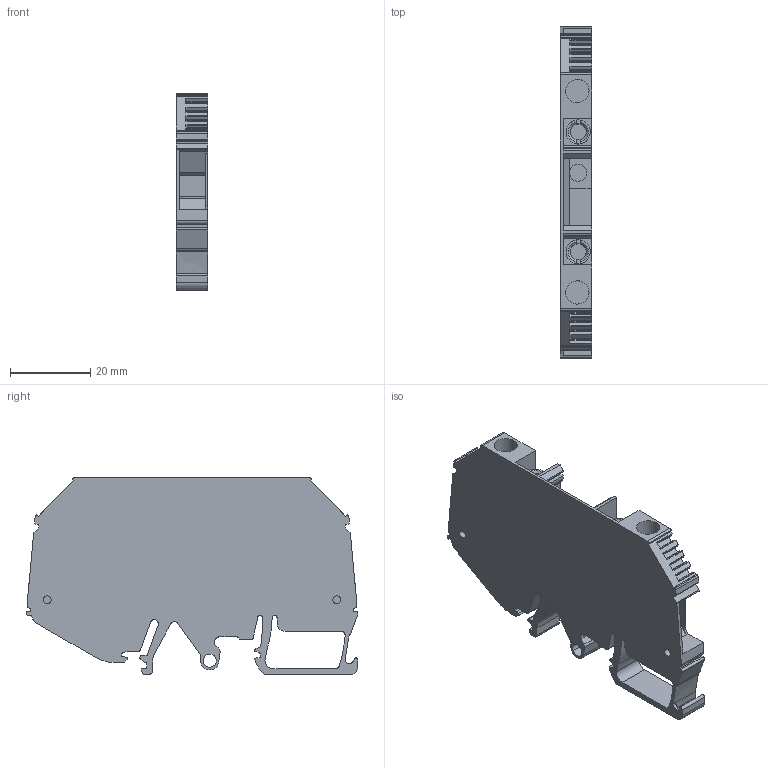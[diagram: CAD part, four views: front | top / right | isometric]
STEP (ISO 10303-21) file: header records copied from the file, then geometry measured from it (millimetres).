
FILE_DESCRIPTION(('CATIA V5 STEP Exchange','CAx-IF Rec.Pracs.--- Model Styling and Organization---1.4--- 2014-01-23'),'2;1');
FILE_NAME ('D1465099_0', '2020-02-21T08:22:06+00:00', ('none'), ('Weidmueller'), 'CATIA Version 5-6 Release 2016 SP3 HF44', 'CATIA V5 STEP AP214', 'none');
FILE_SCHEMA(('AUTOMOTIVE_DESIGN { 1 0 10303 214 1 1 1 1 }'));
Length unit declared in the file: millimetre
Products named in the file (1): 9538080000_WTL_6_SL-EN
Bounding box: 7.9 x 82.7 x 49.12 mm (x, y, z)
Volume: 19646.8 mm3; surface area: 12423 mm2
Topology: 4 solids, 4 shells, 407 faces, 1247 edges, 855 vertices
Faces by surface type: plane 267, cylinder 71, extrusion 61, cone 8
Entity records: 14030 total; most frequent: CARTESIAN_POINT 3226, ORIENTED_EDGE 2494, DIRECTION 1790, EDGE_CURVE 1247, VECTOR 1014, LINE 953, VERTEX_POINT 855, AXIS2_PLACEMENT_3D 471
